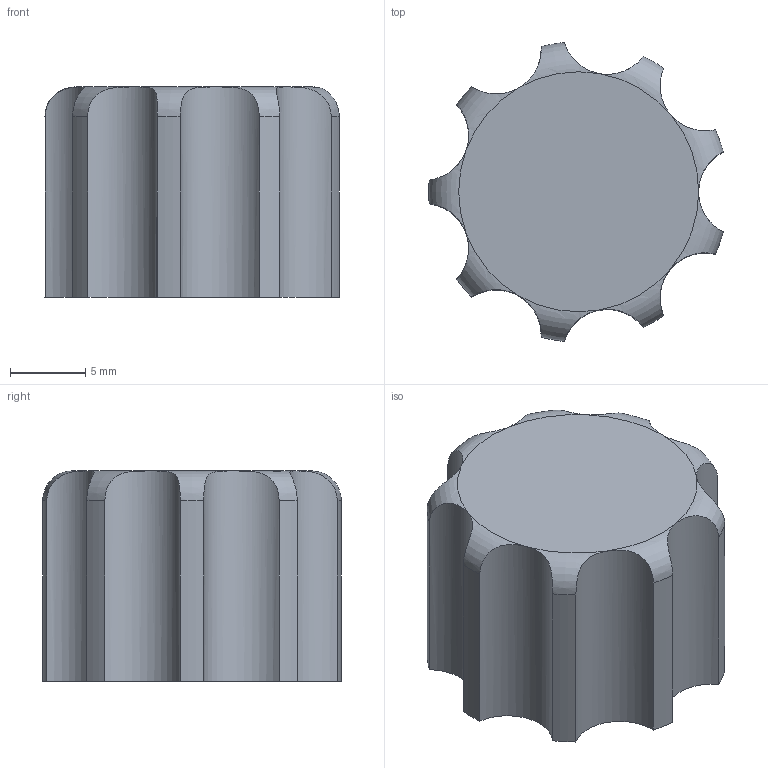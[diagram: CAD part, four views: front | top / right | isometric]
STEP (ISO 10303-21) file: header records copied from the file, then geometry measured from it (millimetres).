
FILE_DESCRIPTION(('FreeCAD Model'),'2;1');
FILE_NAME('Open CASCADE Shape Model','2022-04-22T19:16:08',('Author'),( ''),'Open CASCADE STEP processor 7.5','FreeCAD','Unknown');
FILE_SCHEMA(('AUTOMOTIVE_DESIGN { 1 0 10303 214 1 1 1 1 }'));
Length unit declared in the file: millimetre
Products named in the file (1): FullG12864.knob
Bounding box: 19.63 x 19.91 x 14 mm (x, y, z)
Volume: 2992 mm3; surface area: 2107.3 mm2
Topology: 1 solids, 1 shells, 48 faces, 122 edges, 79 vertices
Faces by surface type: cylinder 26, plane 13, torus 9
Entity records: 5096 total; most frequent: CARTESIAN_POINT 2790, DIRECTION 382, ORIENTED_EDGE 244, PCURVE 244, DEFINITIONAL_REPRESENTATION 244, B_SPLINE_CURVE_WITH_KNOTS 136, LINE 131, VECTOR 131
